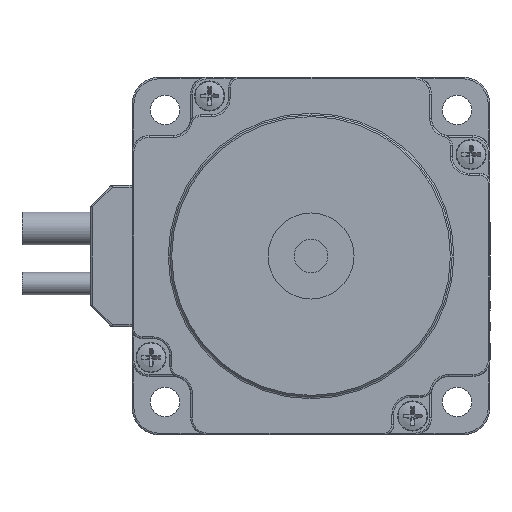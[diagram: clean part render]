
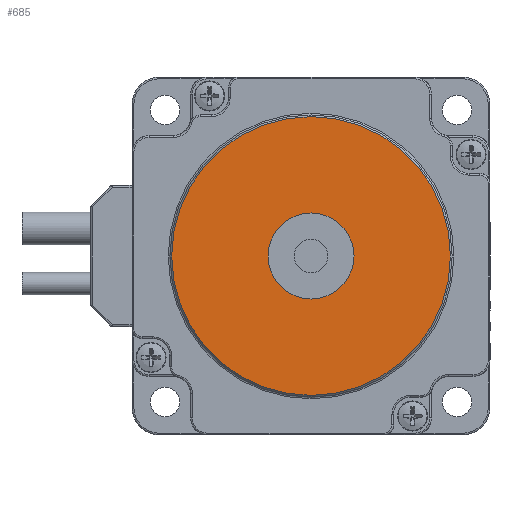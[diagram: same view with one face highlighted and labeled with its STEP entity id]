
A CAD part, front view. The second image highlights one B-rep face of the part: STEP entity #685.
In plain terms, the highlighted face is planar.
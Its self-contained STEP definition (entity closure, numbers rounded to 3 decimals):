
#685 = ADVANCED_FACE( '', ( #1726, #1727 ), #1728, .F. );
#1726 = FACE_OUTER_BOUND( '', #3232, .T. );
#1727 = FACE_BOUND( '', #3233, .T. );
#1728 = PLANE( '', #3234 );
#3232 = EDGE_LOOP( '', ( #4829 ) );
#3233 = EDGE_LOOP( '', ( #4830 ) );
#3234 = AXIS2_PLACEMENT_3D( '', #4831, #4832, #4833 );
#4829 = ORIENTED_EDGE( '', *, *, #8973, .T. );
#4830 = ORIENTED_EDGE( '', *, *, #8974, .F. );
#4831 = CARTESIAN_POINT( '', ( 0., 0., -23.5 ) );
#4832 = DIRECTION( '', ( 0., 0., 1. ) );
#4833 = DIRECTION( '', ( 1., 0., 0. ) );
#8973 = EDGE_CURVE( '', #10699, #10699, #10700, .F. );
#8974 = EDGE_CURVE( '', #10701, #10701, #10702, .T. );
#10699 = VERTEX_POINT( '', #13160 );
#10700 = CIRCLE( '', #13161, 40.5 );
#10701 = VERTEX_POINT( '', #13162 );
#10702 = CIRCLE( '', #13163, 12.5 );
#13160 = CARTESIAN_POINT( '', ( 40.5, 0., -23.5 ) );
#13161 = AXIS2_PLACEMENT_3D( '', #16278, #16279, #16280 );
#13162 = CARTESIAN_POINT( '', ( -12.5, 0., -23.5 ) );
#13163 = AXIS2_PLACEMENT_3D( '', #16281, #16282, #16283 );
#16278 = CARTESIAN_POINT( '', ( 0., 0., -23.5 ) );
#16279 = DIRECTION( '', ( 0., 0., 1. ) );
#16280 = DIRECTION( '', ( 1., 0., 0. ) );
#16281 = CARTESIAN_POINT( '', ( 0., 0., -23.5 ) );
#16282 = DIRECTION( '', ( 0., 0., -1. ) );
#16283 = DIRECTION( '', ( -1., 0., 0. ) );
